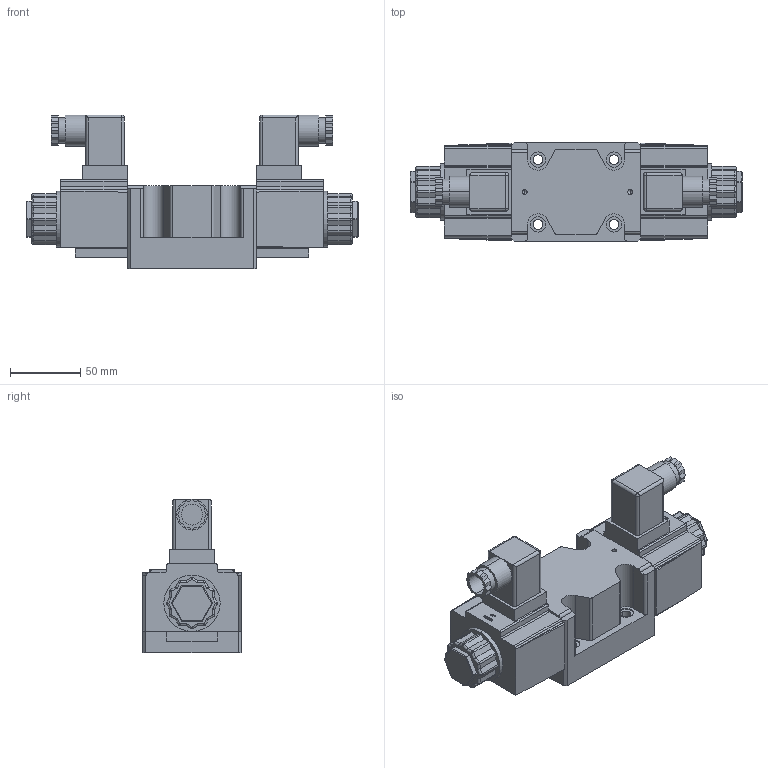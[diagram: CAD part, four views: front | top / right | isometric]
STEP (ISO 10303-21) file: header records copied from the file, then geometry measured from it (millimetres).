
FILE_DESCRIPTION (( 'STEP AP214' ), '1' );
FILE_NAME ('DSG-03-3cx-AC-n-50-DIN TYPE.STEP', '2021-12-10T06:46:46', ( '' ), ( '' ), 'SwSTEP 2.0', 'SolidWorks 2019', '' );
FILE_SCHEMA (( 'AUTOMOTIVE_DESIGN' ));
Length unit declared in the file: millimetre
Products named in the file (1): DSG-03-3cx-AC-n-50-DIN TYPE
Bounding box: 236 x 70 x 109.3 mm (x, y, z)
Volume: 704140.1 mm3; surface area: 96933.8 mm2
Topology: 1 solids, 1 shells, 792 faces, 2042 edges, 1270 vertices
Faces by surface type: plane 364, cylinder 248, bspline 136, sphere 40, cone 4
Entity records: 33916 total; most frequent: CARTESIAN_POINT 12859, ORIENTED_EDGE 3996, DIRECTION 3384, EDGE_CURVE 1998, VERTEX_POINT 1270, VECTOR 1202, LINE 1202, AXIS2_PLACEMENT_3D 1091
